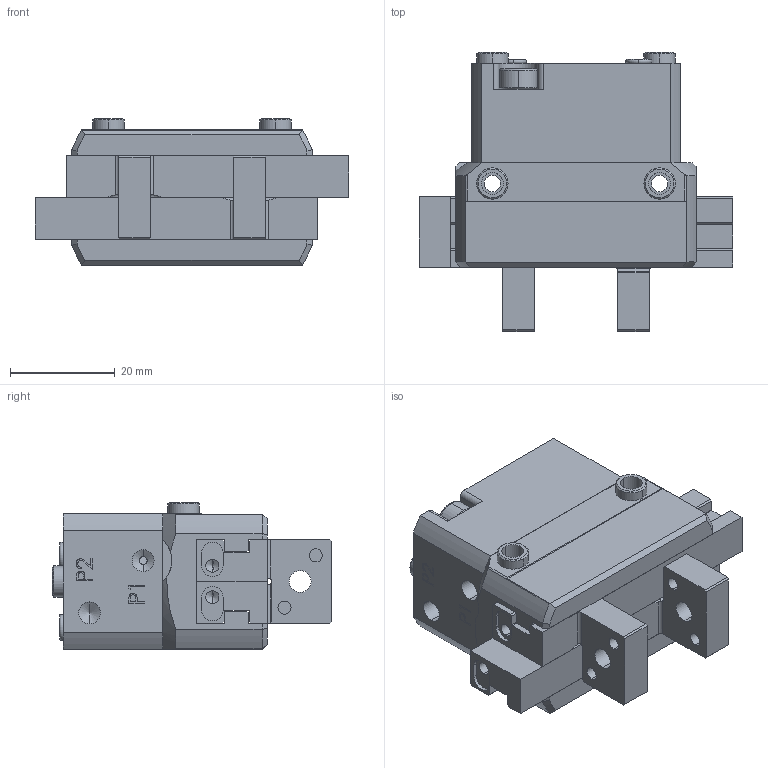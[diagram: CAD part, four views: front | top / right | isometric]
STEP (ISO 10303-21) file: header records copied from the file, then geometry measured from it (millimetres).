
FILE_DESCRIPTION (( 'STEP AP214' ), '1' );
FILE_NAME ('ASGMP-40_Step.STEP', '2019-03-26T09:37:20', ( '' ), ( '' ), 'SwSTEP 2.0', 'SolidWorks 2015', '' );
FILE_SCHEMA (( 'AUTOMOTIVE_DESIGN' ));
Length unit declared in the file: millimetre
Products named in the file (1): ASGMP-40_Step
Bounding box: 60 x 53.4 x 28.1 mm (x, y, z)
Volume: 44882 mm3; surface area: 17877.1 mm2
Topology: 3 solids, 7 shells, 682 faces, 1775 edges, 1142 vertices
Faces by surface type: plane 315, cylinder 195, bspline 87, cone 73, torus 12
Entity records: 33089 total; most frequent: CARTESIAN_POINT 9347, ORIENTED_EDGE 3494, DIRECTION 3088, EDGE_CURVE 1747, VERTEX_POINT 1142, LINE 1050, VECTOR 1050, AXIS2_PLACEMENT_3D 1019
